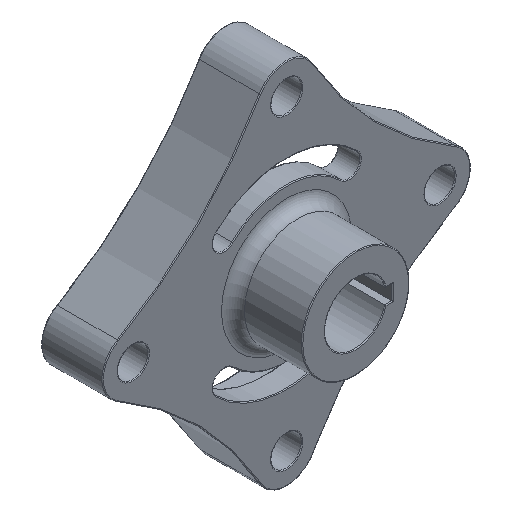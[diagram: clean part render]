
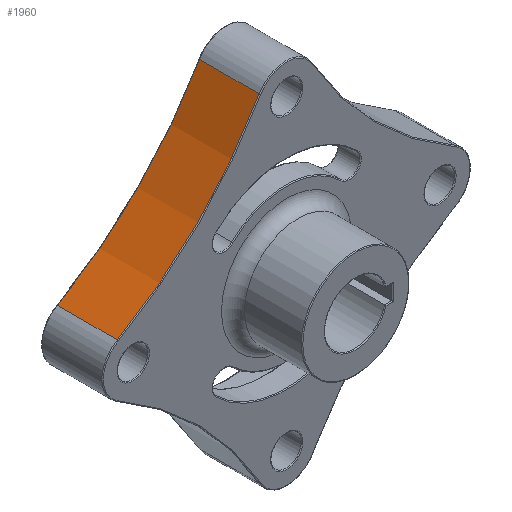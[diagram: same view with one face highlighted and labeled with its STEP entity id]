
A CAD part, isometric view. The second image highlights one B-rep face of the part: STEP entity #1960.
In plain terms, the highlighted cylindrical face has radius 100 mm (diameter 200 mm), a partial arc.
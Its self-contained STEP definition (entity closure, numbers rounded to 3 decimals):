
#13 = FACE_OUTER_BOUND ( 'NONE', #1212, .T. ) ;
#300 = AXIS2_PLACEMENT_3D ( 'NONE', #1964, #1390, #349 ) ;
#317 = CARTESIAN_POINT ( 'NONE',  ( -43.978, -0.2, 6.941 ) ) ;
#337 = ORIENTED_EDGE ( 'NONE', *, *, #646, .T. ) ;
#349 = DIRECTION ( 'NONE',  ( 0., 0., 1. ) ) ;
#363 = EDGE_CURVE ( 'NONE', #1658, #894, #1746, .T. ) ;
#401 = CYLINDRICAL_SURFACE ( 'NONE', #513, 100. ) ;
#471 = DIRECTION ( 'NONE',  ( 0., 1., 0. ) ) ;
#495 = CIRCLE ( 'NONE', #300, 100. ) ;
#513 = AXIS2_PLACEMENT_3D ( 'NONE', #1092, #741, #2157 ) ;
#646 = EDGE_CURVE ( 'NONE', #894, #2168, #495, .T. ) ;
#726 = ORIENTED_EDGE ( 'NONE', *, *, #363, .T. ) ;
#741 = DIRECTION ( 'NONE',  ( 0., 1., 0. ) ) ;
#867 = CARTESIAN_POINT ( 'NONE',  ( -6.941, -0.2, 43.978 ) ) ;
#894 = VERTEX_POINT ( 'NONE', #867 ) ;
#966 = DIRECTION ( 'NONE',  ( 0., 0., 1. ) ) ;
#1027 = CARTESIAN_POINT ( 'NONE',  ( -43.978, -16., 6.941 ) ) ;
#1042 = DIRECTION ( 'NONE',  ( 0., 1., 0. ) ) ;
#1092 = CARTESIAN_POINT ( 'NONE',  ( -93.702, -16., 93.702 ) ) ;
#1142 = CARTESIAN_POINT ( 'NONE',  ( -43.978, -15.8, 6.941 ) ) ;
#1212 = EDGE_LOOP ( 'NONE', ( #726, #337, #1814, #2063 ) ) ;
#1306 = DIRECTION ( 'NONE',  ( 0., -1., 0. ) ) ;
#1390 = DIRECTION ( 'NONE',  ( 0., 1., 0. ) ) ;
#1404 = LINE ( 'NONE', #1027, #1456 ) ;
#1407 = CARTESIAN_POINT ( 'NONE',  ( -6.941, -16., 43.978 ) ) ;
#1420 = EDGE_CURVE ( 'NONE', #1529, #2168, #1404, .T. ) ;
#1456 = VECTOR ( 'NONE', #471, 1000. ) ;
#1464 = AXIS2_PLACEMENT_3D ( 'NONE', #1793, #1306, #966 ) ;
#1529 = VERTEX_POINT ( 'NONE', #1142 ) ;
#1541 = CIRCLE ( 'NONE', #1464, 100. ) ;
#1561 = EDGE_CURVE ( 'NONE', #1529, #1658, #1541, .T. ) ;
#1658 = VERTEX_POINT ( 'NONE', #2242 ) ;
#1746 = LINE ( 'NONE', #1407, #1884 ) ;
#1793 = CARTESIAN_POINT ( 'NONE',  ( -93.702, -15.8, 93.702 ) ) ;
#1814 = ORIENTED_EDGE ( 'NONE', *, *, #1420, .F. ) ;
#1884 = VECTOR ( 'NONE', #1042, 1000. ) ;
#1960 = ADVANCED_FACE ( 'NONE', ( #13 ), #401, .F. ) ;
#1964 = CARTESIAN_POINT ( 'NONE',  ( -93.702, -0.2, 93.702 ) ) ;
#2063 = ORIENTED_EDGE ( 'NONE', *, *, #1561, .T. ) ;
#2157 = DIRECTION ( 'NONE',  ( 0., 0., 1. ) ) ;
#2168 = VERTEX_POINT ( 'NONE', #317 ) ;
#2242 = CARTESIAN_POINT ( 'NONE',  ( -6.941, -15.8, 43.978 ) ) ;
